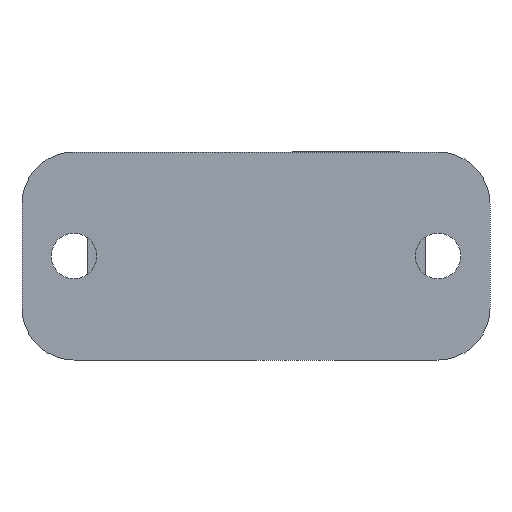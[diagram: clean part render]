
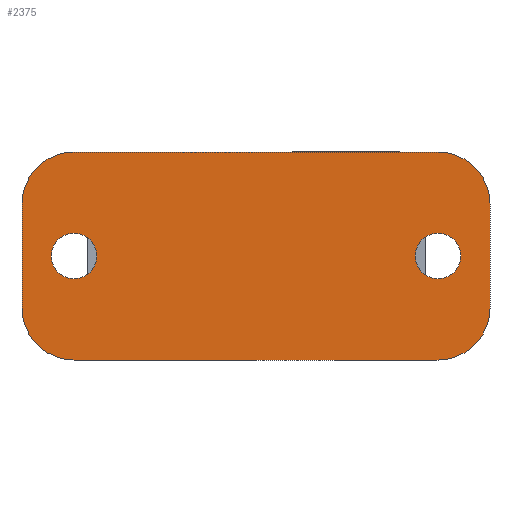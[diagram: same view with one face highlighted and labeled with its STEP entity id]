
A CAD part, front view. The second image highlights one B-rep face of the part: STEP entity #2375.
In plain terms, the highlighted planar face has unit normal (0, -1, 0).
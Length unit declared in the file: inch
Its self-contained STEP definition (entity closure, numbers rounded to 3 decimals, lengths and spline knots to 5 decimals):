
#14 = VERTEX_POINT ( 'NONE', #2125 ) ;
#19 = ORIENTED_EDGE ( 'NONE', *, *, #1049, .F. ) ;
#73 = CARTESIAN_POINT ( 'NONE',  ( -1.75, 0., -1. ) ) ;
#89 = DIRECTION ( 'NONE',  ( 0., 0., 1. ) ) ;
#99 = CARTESIAN_POINT ( 'NONE',  ( -1.75, 0., 0.21875 ) ) ;
#152 = AXIS2_PLACEMENT_3D ( 'NONE', #3414, #725, #2614 ) ;
#159 = DIRECTION ( 'NONE',  ( 0., 0., -1. ) ) ;
#180 = DIRECTION ( 'NONE',  ( 0., -1., 0. ) ) ;
#209 = CARTESIAN_POINT ( 'NONE',  ( -2.25, 0., 0.5 ) ) ;
#268 = DIRECTION ( 'NONE',  ( 0., -1., 0. ) ) ;
#328 = EDGE_CURVE ( 'NONE', #591, #3330, #1002, .T. ) ;
#409 = EDGE_CURVE ( 'NONE', #3497, #849, #2516, .T. ) ;
#421 = VERTEX_POINT ( 'NONE', #1506 ) ;
#433 = DIRECTION ( 'NONE',  ( 0., 0., 1. ) ) ;
#443 = ORIENTED_EDGE ( 'NONE', *, *, #500, .T. ) ;
#469 = CARTESIAN_POINT ( 'NONE',  ( -2.25, 0., -1. ) ) ;
#472 = EDGE_CURVE ( 'NONE', #3399, #814, #2352, .T. ) ;
#500 = EDGE_CURVE ( 'NONE', #1314, #609, #832, .T. ) ;
#519 = EDGE_LOOP ( 'NONE', ( #1728, #443, #19, #1472, #1487, #2811, #1391, #2312 ) ) ;
#591 = VERTEX_POINT ( 'NONE', #1283 ) ;
#609 = VERTEX_POINT ( 'NONE', #1094 ) ;
#649 = DIRECTION ( 'NONE',  ( 0., 0., -1. ) ) ;
#725 = DIRECTION ( 'NONE',  ( 0., -1., 0. ) ) ;
#727 = EDGE_CURVE ( 'NONE', #3330, #591, #2597, .T. ) ;
#758 = DIRECTION ( 'NONE',  ( -1., 0., 0. ) ) ;
#761 = CARTESIAN_POINT ( 'NONE',  ( -1.75, 0., 1. ) ) ;
#814 = VERTEX_POINT ( 'NONE', #2395 ) ;
#826 = VERTEX_POINT ( 'NONE', #3203 ) ;
#832 = CIRCLE ( 'NONE', #1767, 0.5 ) ;
#849 = VERTEX_POINT ( 'NONE', #209 ) ;
#867 = VECTOR ( 'NONE', #89, 39.37008 ) ;
#869 = CARTESIAN_POINT ( 'NONE',  ( -2.25, 0., 1. ) ) ;
#885 = FACE_BOUND ( 'NONE', #906, .T. ) ;
#899 = VECTOR ( 'NONE', #758, 39.37008 ) ;
#906 = EDGE_LOOP ( 'NONE', ( #3243, #1916 ) ) ;
#923 = DIRECTION ( 'NONE',  ( 0., -1., 0. ) ) ;
#970 = FACE_OUTER_BOUND ( 'NONE', #519, .T. ) ;
#1002 = CIRCLE ( 'NONE', #1654, 0.21875 ) ;
#1049 = EDGE_CURVE ( 'NONE', #3497, #609, #1214, .T. ) ;
#1066 = DIRECTION ( 'NONE',  ( 0., 1., 0. ) ) ;
#1094 = CARTESIAN_POINT ( 'NONE',  ( 1.75, 0., 1. ) ) ;
#1111 = DIRECTION ( 'NONE',  ( 1., 0., 0. ) ) ;
#1119 = CIRCLE ( 'NONE', #152, 0.5 ) ;
#1150 = AXIS2_PLACEMENT_3D ( 'NONE', #3136, #3420, #433 ) ;
#1167 = EDGE_CURVE ( 'NONE', #421, #849, #3019, .T. ) ;
#1174 = CARTESIAN_POINT ( 'NONE',  ( 2.25, 0., 1. ) ) ;
#1185 = AXIS2_PLACEMENT_3D ( 'NONE', #2689, #268, #3265 ) ;
#1214 = LINE ( 'NONE', #869, #2932 ) ;
#1227 = DIRECTION ( 'NONE',  ( 0., 1., 0. ) ) ;
#1242 = CARTESIAN_POINT ( 'NONE',  ( 1.75, 0., -0.21875 ) ) ;
#1249 = EDGE_LOOP ( 'NONE', ( #2998, #2966 ) ) ;
#1257 = EDGE_CURVE ( 'NONE', #421, #2463, #1119, .T. ) ;
#1283 = CARTESIAN_POINT ( 'NONE',  ( -1.75, 0., -0.21875 ) ) ;
#1292 = LINE ( 'NONE', #1174, #1588 ) ;
#1314 = VERTEX_POINT ( 'NONE', #2085 ) ;
#1391 = ORIENTED_EDGE ( 'NONE', *, *, #2203, .F. ) ;
#1472 = ORIENTED_EDGE ( 'NONE', *, *, #409, .T. ) ;
#1487 = ORIENTED_EDGE ( 'NONE', *, *, #1167, .F. ) ;
#1496 = DIRECTION ( 'NONE',  ( 0., 0., -1. ) ) ;
#1506 = CARTESIAN_POINT ( 'NONE',  ( -2.25, 0., -0.5 ) ) ;
#1588 = VECTOR ( 'NONE', #3336, 39.37008 ) ;
#1607 = CARTESIAN_POINT ( 'NONE',  ( 1.75, 0., 0. ) ) ;
#1626 = LINE ( 'NONE', #469, #899 ) ;
#1654 = AXIS2_PLACEMENT_3D ( 'NONE', #2834, #3355, #159 ) ;
#1690 = CIRCLE ( 'NONE', #2024, 0.5 ) ;
#1726 = CARTESIAN_POINT ( 'NONE',  ( -2.25, 0., 1. ) ) ;
#1728 = ORIENTED_EDGE ( 'NONE', *, *, #1959, .F. ) ;
#1767 = AXIS2_PLACEMENT_3D ( 'NONE', #2618, #180, #3408 ) ;
#1916 = ORIENTED_EDGE ( 'NONE', *, *, #472, .T. ) ;
#1920 = PLANE ( 'NONE',  #1185 ) ;
#1959 = EDGE_CURVE ( 'NONE', #1314, #826, #1292, .T. ) ;
#2024 = AXIS2_PLACEMENT_3D ( 'NONE', #3078, #2261, #649 ) ;
#2032 = DIRECTION ( 'NONE',  ( 0., 0., -1. ) ) ;
#2085 = CARTESIAN_POINT ( 'NONE',  ( 2.25, 0., 0.5 ) ) ;
#2125 = CARTESIAN_POINT ( 'NONE',  ( 1.75, 0., -1. ) ) ;
#2132 = DIRECTION ( 'NONE',  ( 0., 0., 1. ) ) ;
#2203 = EDGE_CURVE ( 'NONE', #14, #2463, #1626, .T. ) ;
#2261 = DIRECTION ( 'NONE',  ( 0., -1., 0. ) ) ;
#2312 = ORIENTED_EDGE ( 'NONE', *, *, #2584, .T. ) ;
#2352 = CIRCLE ( 'NONE', #1150, 0.21875 ) ;
#2375 = ADVANCED_FACE ( 'NONE', ( #885, #3295, #970 ), #1920, .T. ) ;
#2395 = CARTESIAN_POINT ( 'NONE',  ( 1.75, 0., 0.21875 ) ) ;
#2415 = AXIS2_PLACEMENT_3D ( 'NONE', #3395, #923, #2032 ) ;
#2463 = VERTEX_POINT ( 'NONE', #73 ) ;
#2516 = CIRCLE ( 'NONE', #2415, 0.5 ) ;
#2520 = CIRCLE ( 'NONE', #3331, 0.21875 ) ;
#2580 = CARTESIAN_POINT ( 'NONE',  ( -1.75, 0., 0. ) ) ;
#2584 = EDGE_CURVE ( 'NONE', #14, #826, #1690, .T. ) ;
#2597 = CIRCLE ( 'NONE', #2771, 0.21875 ) ;
#2614 = DIRECTION ( 'NONE',  ( 0., 0., -1. ) ) ;
#2618 = CARTESIAN_POINT ( 'NONE',  ( 1.75, 0., 0.5 ) ) ;
#2689 = CARTESIAN_POINT ( 'NONE',  ( 0., 0., 0. ) ) ;
#2771 = AXIS2_PLACEMENT_3D ( 'NONE', #2580, #1227, #1496 ) ;
#2811 = ORIENTED_EDGE ( 'NONE', *, *, #1257, .T. ) ;
#2834 = CARTESIAN_POINT ( 'NONE',  ( -1.75, 0., 0. ) ) ;
#2932 = VECTOR ( 'NONE', #1111, 39.37008 ) ;
#2966 = ORIENTED_EDGE ( 'NONE', *, *, #328, .T. ) ;
#2998 = ORIENTED_EDGE ( 'NONE', *, *, #727, .T. ) ;
#3019 = LINE ( 'NONE', #1726, #867 ) ;
#3078 = CARTESIAN_POINT ( 'NONE',  ( 1.75, 0., -0.5 ) ) ;
#3136 = CARTESIAN_POINT ( 'NONE',  ( 1.75, 0., 0. ) ) ;
#3203 = CARTESIAN_POINT ( 'NONE',  ( 2.25, 0., -0.5 ) ) ;
#3243 = ORIENTED_EDGE ( 'NONE', *, *, #3403, .T. ) ;
#3265 = DIRECTION ( 'NONE',  ( 0., 0., -1. ) ) ;
#3295 = FACE_BOUND ( 'NONE', #1249, .T. ) ;
#3330 = VERTEX_POINT ( 'NONE', #99 ) ;
#3331 = AXIS2_PLACEMENT_3D ( 'NONE', #1607, #1066, #2132 ) ;
#3336 = DIRECTION ( 'NONE',  ( 0., 0., -1. ) ) ;
#3355 = DIRECTION ( 'NONE',  ( 0., 1., 0. ) ) ;
#3395 = CARTESIAN_POINT ( 'NONE',  ( -1.75, 0., 0.5 ) ) ;
#3399 = VERTEX_POINT ( 'NONE', #1242 ) ;
#3403 = EDGE_CURVE ( 'NONE', #814, #3399, #2520, .T. ) ;
#3408 = DIRECTION ( 'NONE',  ( 0., 0., -1. ) ) ;
#3414 = CARTESIAN_POINT ( 'NONE',  ( -1.75, 0., -0.5 ) ) ;
#3420 = DIRECTION ( 'NONE',  ( 0., 1., 0. ) ) ;
#3497 = VERTEX_POINT ( 'NONE', #761 ) ;
